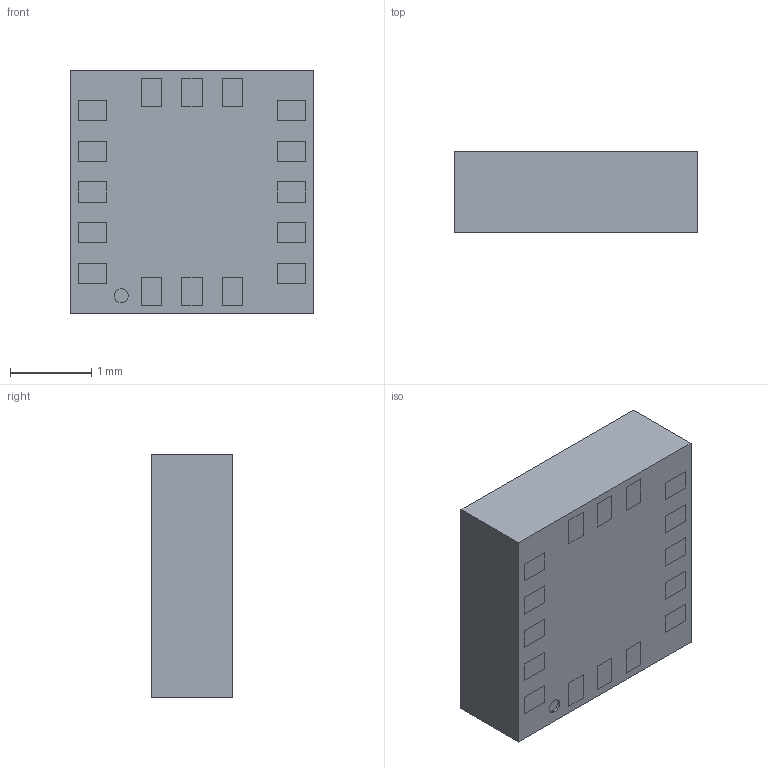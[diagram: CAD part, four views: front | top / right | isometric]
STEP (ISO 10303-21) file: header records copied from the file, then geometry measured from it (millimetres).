
FILE_DESCRIPTION (( 'STEP AP214' ), '1' );
FILE_NAME ('LIS3DH.STEP', '2020-04-18T04:25:05', ( '' ), ( '' ), 'SwSTEP 2.0', 'SolidWorks 2017', '' );
FILE_SCHEMA (( 'AUTOMOTIVE_DESIGN' ));
Length unit declared in the file: millimetre
Products named in the file (1): LIS3DH
Bounding box: 3 x 1 x 3 mm (x, y, z)
Volume: 9 mm3; surface area: 35 mm2
Topology: 19 solids, 19 shells, 196 faces, 420 edges, 280 vertices
Faces by surface type: plane 188, cylinder 8
Entity records: 5396 total; most frequent: CARTESIAN_POINT 897, ORIENTED_EDGE 840, DIRECTION 830, EDGE_CURVE 420, VECTOR 404, LINE 404, VERTEX_POINT 280, EDGE_LOOP 214
